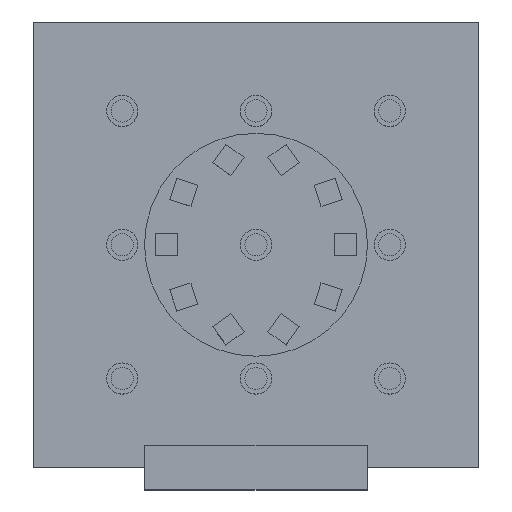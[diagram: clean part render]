
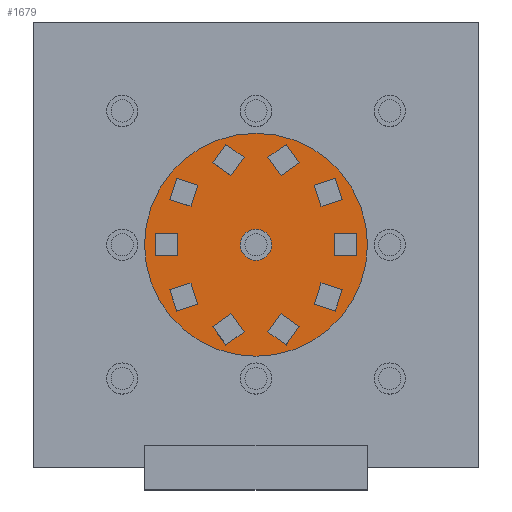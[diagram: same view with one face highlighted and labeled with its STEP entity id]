
A CAD part, top view. The second image highlights one B-rep face of the part: STEP entity #1679.
In plain terms, the highlighted planar face has unit normal (0, 0, 1).
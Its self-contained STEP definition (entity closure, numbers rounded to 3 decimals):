
#506 = SPHERICAL_SURFACE('',#507,50.);
#507 = AXIS2_PLACEMENT_3D('',#508,#509,#510);
#508 = CARTESIAN_POINT('',(0.,0.,50.));
#509 = DIRECTION('',(0.,0.,1.));
#510 = DIRECTION('',(1.,0.,0.));
#603 = VERTEX_POINT('',#604);
#604 = CARTESIAN_POINT('',(50.,0.,50.));
#626 = EDGE_CURVE('',#603,#603,#627,.T.);
#627 = SURFACE_CURVE('',#628,(#633,#640),.PCURVE_S1.);
#628 = CIRCLE('',#629,50.);
#629 = AXIS2_PLACEMENT_3D('',#630,#631,#632);
#630 = CARTESIAN_POINT('',(0.,0.,50.));
#631 = DIRECTION('',(0.,0.,-1.));
#632 = DIRECTION('',(1.,0.,0.));
#633 = PCURVE('',#506,#634);
#634 = DEFINITIONAL_REPRESENTATION('',(#635),#639);
#635 = LINE('',#636,#637);
#636 = CARTESIAN_POINT('',(6.283,0.));
#637 = VECTOR('',#638,1.);
#638 = DIRECTION('',(-1.,-0.));
#639 = ( GEOMETRIC_REPRESENTATION_CONTEXT(2) 
PARAMETRIC_REPRESENTATION_CONTEXT() REPRESENTATION_CONTEXT('2D SPACE',''
  ) );
#640 = PCURVE('',#641,#646);
#641 = PLANE('',#642);
#642 = AXIS2_PLACEMENT_3D('',#643,#644,#645);
#643 = CARTESIAN_POINT('',(-50.,-50.,50.));
#644 = DIRECTION('',(0.,0.,1.));
#645 = DIRECTION('',(1.,0.,0.));
#646 = DEFINITIONAL_REPRESENTATION('',(#647),#655);
#647 = ( BOUNDED_CURVE() B_SPLINE_CURVE(2,(#648,#649,#650,#651,#652,#653
,#654),.UNSPECIFIED.,.T.,.F.) B_SPLINE_CURVE_WITH_KNOTS((1,2,2,2,2,1),(
    -2.094,0.,2.094,4.189,6.283,
8.378),.UNSPECIFIED.) CURVE() GEOMETRIC_REPRESENTATION_ITEM() 
RATIONAL_B_SPLINE_CURVE((1.,0.5,1.,0.5,1.,0.5,1.)) REPRESENTATION_ITEM(
  '') );
#648 = CARTESIAN_POINT('',(100.,50.));
#649 = CARTESIAN_POINT('',(100.,-36.603));
#650 = CARTESIAN_POINT('',(25.,6.699));
#651 = CARTESIAN_POINT('',(-50.,50.));
#652 = CARTESIAN_POINT('',(25.,93.301));
#653 = CARTESIAN_POINT('',(100.,136.603));
#654 = CARTESIAN_POINT('',(100.,50.));
#655 = ( GEOMETRIC_REPRESENTATION_CONTEXT(2) 
PARAMETRIC_REPRESENTATION_CONTEXT() REPRESENTATION_CONTEXT('2D SPACE',''
  ) );
#1679 = ADVANCED_FACE('',(#1680,#1683,#1718),#641,.T.);
#1680 = FACE_BOUND('',#1681,.T.);
#1681 = EDGE_LOOP('',(#1682));
#1682 = ORIENTED_EDGE('',*,*,#626,.F.);
#1683 = FACE_BOUND('',#1684,.T.);
#1684 = EDGE_LOOP('',(#1685));
#1685 = ORIENTED_EDGE('',*,*,#1686,.T.);
#1686 = EDGE_CURVE('',#1687,#1687,#1689,.T.);
#1687 = VERTEX_POINT('',#1688);
#1688 = CARTESIAN_POINT('',(5.,0.,50.));
#1689 = SURFACE_CURVE('',#1690,(#1695,#1706),.PCURVE_S1.);
#1690 = CIRCLE('',#1691,5.);
#1691 = AXIS2_PLACEMENT_3D('',#1692,#1693,#1694);
#1692 = CARTESIAN_POINT('',(0.,0.,50.));
#1693 = DIRECTION('',(0.,0.,-1.));
#1694 = DIRECTION('',(1.,0.,0.));
#1695 = PCURVE('',#641,#1696);
#1696 = DEFINITIONAL_REPRESENTATION('',(#1697),#1705);
#1697 = ( BOUNDED_CURVE() B_SPLINE_CURVE(2,(#1698,#1699,#1700,#1701,
#1702,#1703,#1704),.UNSPECIFIED.,.T.,.F.) B_SPLINE_CURVE_WITH_KNOTS((1,2
    ,2,2,2,1),(-2.094,0.,2.094,4.189,
6.283,8.378),.UNSPECIFIED.) CURVE() 
GEOMETRIC_REPRESENTATION_ITEM() RATIONAL_B_SPLINE_CURVE((1.,0.5,1.,0.5,
1.,0.5,1.)) REPRESENTATION_ITEM('') );
#1698 = CARTESIAN_POINT('',(55.,50.));
#1699 = CARTESIAN_POINT('',(55.,41.34));
#1700 = CARTESIAN_POINT('',(47.5,45.67));
#1701 = CARTESIAN_POINT('',(40.,50.));
#1702 = CARTESIAN_POINT('',(47.5,54.33));
#1703 = CARTESIAN_POINT('',(55.,58.66));
#1704 = CARTESIAN_POINT('',(55.,50.));
#1705 = ( GEOMETRIC_REPRESENTATION_CONTEXT(2) 
PARAMETRIC_REPRESENTATION_CONTEXT() REPRESENTATION_CONTEXT('2D SPACE',''
  ) );
#1706 = PCURVE('',#1707,#1712);
#1707 = CYLINDRICAL_SURFACE('',#1708,5.);
#1708 = AXIS2_PLACEMENT_3D('',#1709,#1710,#1711);
#1709 = CARTESIAN_POINT('',(0.,0.,5.));
#1710 = DIRECTION('',(0.,-0.,-1.));
#1711 = DIRECTION('',(1.,0.,0.));
#1712 = DEFINITIONAL_REPRESENTATION('',(#1713),#1717);
#1713 = LINE('',#1714,#1715);
#1714 = CARTESIAN_POINT('',(-6.283,-45.));
#1715 = VECTOR('',#1716,1.);
#1716 = DIRECTION('',(1.,-0.));
#1717 = ( GEOMETRIC_REPRESENTATION_CONTEXT(2) 
PARAMETRIC_REPRESENTATION_CONTEXT() REPRESENTATION_CONTEXT('2D SPACE',''
  ) );
#1718 = FACE_BOUND('',#1719,.T.);
#1719 = EDGE_LOOP('',(#1720,#1750,#1778,#1806));
#1720 = ORIENTED_EDGE('',*,*,#1721,.F.);
#1721 = EDGE_CURVE('',#1722,#1724,#1726,.T.);
#1722 = VERTEX_POINT('',#1723);
#1723 = CARTESIAN_POINT('',(45.,5.,50.));
#1724 = VERTEX_POINT('',#1725);
#1725 = CARTESIAN_POINT('',(35.,5.,50.));
#1726 = SURFACE_CURVE('',#1727,(#1731,#1738),.PCURVE_S1.);
#1727 = LINE('',#1728,#1729);
#1728 = CARTESIAN_POINT('',(45.,5.,50.));
#1729 = VECTOR('',#1730,1.);
#1730 = DIRECTION('',(-1.,0.,0.));
#1731 = PCURVE('',#641,#1732);
#1732 = DEFINITIONAL_REPRESENTATION('',(#1733),#1737);
#1733 = LINE('',#1734,#1735);
#1734 = CARTESIAN_POINT('',(95.,55.));
#1735 = VECTOR('',#1736,1.);
#1736 = DIRECTION('',(-1.,0.));
#1737 = ( GEOMETRIC_REPRESENTATION_CONTEXT(2) 
PARAMETRIC_REPRESENTATION_CONTEXT() REPRESENTATION_CONTEXT('2D SPACE',''
  ) );
#1738 = PCURVE('',#1739,#1744);
#1739 = PLANE('',#1740);
#1740 = AXIS2_PLACEMENT_3D('',#1741,#1742,#1743);
#1741 = CARTESIAN_POINT('',(45.,5.,50.));
#1742 = DIRECTION('',(0.,-1.,0.));
#1743 = DIRECTION('',(-1.,0.,0.));
#1744 = DEFINITIONAL_REPRESENTATION('',(#1745),#1749);
#1745 = LINE('',#1746,#1747);
#1746 = CARTESIAN_POINT('',(0.,0.));
#1747 = VECTOR('',#1748,1.);
#1748 = DIRECTION('',(1.,0.));
#1749 = ( GEOMETRIC_REPRESENTATION_CONTEXT(2) 
PARAMETRIC_REPRESENTATION_CONTEXT() REPRESENTATION_CONTEXT('2D SPACE',''
  ) );
#1750 = ORIENTED_EDGE('',*,*,#1751,.F.);
#1751 = EDGE_CURVE('',#1752,#1722,#1754,.T.);
#1752 = VERTEX_POINT('',#1753);
#1753 = CARTESIAN_POINT('',(45.,-5.,50.));
#1754 = SURFACE_CURVE('',#1755,(#1759,#1766),.PCURVE_S1.);
#1755 = LINE('',#1756,#1757);
#1756 = CARTESIAN_POINT('',(45.,-5.,50.));
#1757 = VECTOR('',#1758,1.);
#1758 = DIRECTION('',(0.,1.,0.));
#1759 = PCURVE('',#641,#1760);
#1760 = DEFINITIONAL_REPRESENTATION('',(#1761),#1765);
#1761 = LINE('',#1762,#1763);
#1762 = CARTESIAN_POINT('',(95.,45.));
#1763 = VECTOR('',#1764,1.);
#1764 = DIRECTION('',(0.,1.));
#1765 = ( GEOMETRIC_REPRESENTATION_CONTEXT(2) 
PARAMETRIC_REPRESENTATION_CONTEXT() REPRESENTATION_CONTEXT('2D SPACE',''
  ) );
#1766 = PCURVE('',#1767,#1772);
#1767 = PLANE('',#1768);
#1768 = AXIS2_PLACEMENT_3D('',#1769,#1770,#1771);
#1769 = CARTESIAN_POINT('',(45.,-5.,50.));
#1770 = DIRECTION('',(-1.,0.,0.));
#1771 = DIRECTION('',(0.,1.,0.));
#1772 = DEFINITIONAL_REPRESENTATION('',(#1773),#1777);
#1773 = LINE('',#1774,#1775);
#1774 = CARTESIAN_POINT('',(0.,0.));
#1775 = VECTOR('',#1776,1.);
#1776 = DIRECTION('',(1.,0.));
#1777 = ( GEOMETRIC_REPRESENTATION_CONTEXT(2) 
PARAMETRIC_REPRESENTATION_CONTEXT() REPRESENTATION_CONTEXT('2D SPACE',''
  ) );
#1778 = ORIENTED_EDGE('',*,*,#1779,.F.);
#1779 = EDGE_CURVE('',#1780,#1752,#1782,.T.);
#1780 = VERTEX_POINT('',#1781);
#1781 = CARTESIAN_POINT('',(35.,-5.,50.));
#1782 = SURFACE_CURVE('',#1783,(#1787,#1794),.PCURVE_S1.);
#1783 = LINE('',#1784,#1785);
#1784 = CARTESIAN_POINT('',(35.,-5.,50.));
#1785 = VECTOR('',#1786,1.);
#1786 = DIRECTION('',(1.,0.,0.));
#1787 = PCURVE('',#641,#1788);
#1788 = DEFINITIONAL_REPRESENTATION('',(#1789),#1793);
#1789 = LINE('',#1790,#1791);
#1790 = CARTESIAN_POINT('',(85.,45.));
#1791 = VECTOR('',#1792,1.);
#1792 = DIRECTION('',(1.,0.));
#1793 = ( GEOMETRIC_REPRESENTATION_CONTEXT(2) 
PARAMETRIC_REPRESENTATION_CONTEXT() REPRESENTATION_CONTEXT('2D SPACE',''
  ) );
#1794 = PCURVE('',#1795,#1800);
#1795 = PLANE('',#1796);
#1796 = AXIS2_PLACEMENT_3D('',#1797,#1798,#1799);
#1797 = CARTESIAN_POINT('',(35.,-5.,50.));
#1798 = DIRECTION('',(0.,1.,0.));
#1799 = DIRECTION('',(1.,0.,0.));
#1800 = DEFINITIONAL_REPRESENTATION('',(#1801),#1805);
#1801 = LINE('',#1802,#1803);
#1802 = CARTESIAN_POINT('',(0.,0.));
#1803 = VECTOR('',#1804,1.);
#1804 = DIRECTION('',(1.,0.));
#1805 = ( GEOMETRIC_REPRESENTATION_CONTEXT(2) 
PARAMETRIC_REPRESENTATION_CONTEXT() REPRESENTATION_CONTEXT('2D SPACE',''
  ) );
#1806 = ORIENTED_EDGE('',*,*,#1807,.F.);
#1807 = EDGE_CURVE('',#1724,#1780,#1808,.T.);
#1808 = SURFACE_CURVE('',#1809,(#1813,#1820),.PCURVE_S1.);
#1809 = LINE('',#1810,#1811);
#1810 = CARTESIAN_POINT('',(35.,5.,50.));
#1811 = VECTOR('',#1812,1.);
#1812 = DIRECTION('',(0.,-1.,0.));
#1813 = PCURVE('',#641,#1814);
#1814 = DEFINITIONAL_REPRESENTATION('',(#1815),#1819);
#1815 = LINE('',#1816,#1817);
#1816 = CARTESIAN_POINT('',(85.,55.));
#1817 = VECTOR('',#1818,1.);
#1818 = DIRECTION('',(0.,-1.));
#1819 = ( GEOMETRIC_REPRESENTATION_CONTEXT(2) 
PARAMETRIC_REPRESENTATION_CONTEXT() REPRESENTATION_CONTEXT('2D SPACE',''
  ) );
#1820 = PCURVE('',#1821,#1826);
#1821 = PLANE('',#1822);
#1822 = AXIS2_PLACEMENT_3D('',#1823,#1824,#1825);
#1823 = CARTESIAN_POINT('',(35.,5.,50.));
#1824 = DIRECTION('',(1.,0.,0.));
#1825 = DIRECTION('',(0.,-1.,0.));
#1826 = DEFINITIONAL_REPRESENTATION('',(#1827),#1831);
#1827 = LINE('',#1828,#1829);
#1828 = CARTESIAN_POINT('',(0.,0.));
#1829 = VECTOR('',#1830,1.);
#1830 = DIRECTION('',(1.,0.));
#1831 = ( GEOMETRIC_REPRESENTATION_CONTEXT(2) 
PARAMETRIC_REPRESENTATION_CONTEXT() REPRESENTATION_CONTEXT('2D SPACE',''
  ) );
